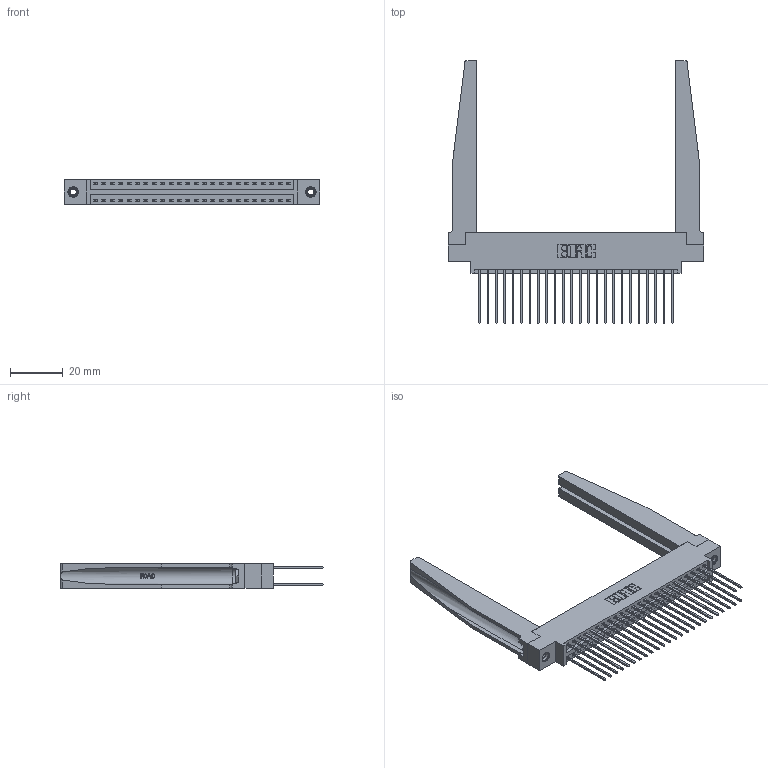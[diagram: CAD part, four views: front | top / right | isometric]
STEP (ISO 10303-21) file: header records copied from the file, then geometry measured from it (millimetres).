
FILE_DESCRIPTION (( 'STEP AP203' ), '1' );
FILE_NAME ('396-048-541-878.STEP', '2019-11-02T07:04:46', ( '' ), ( '' ), 'SwSTEP 2.0', 'SolidWorks 2016', '' );
FILE_SCHEMA (( 'CONFIG_CONTROL_DESIGN' ));
Length unit declared in the file: inch
Products named in the file (5): 346 Part_0.170 Offset - 0.156 Dia-TH; 345-292-001_345-293-141; 346-220-078_345-220-078; 345-250-001_345-250-001-102; 396-048-541-878
Assembly tree (53 placements, depth 2):
  396-048-541-878
    346 Part_0.170 Offset - 0.156 Dia-TH
    345-292-001_345-293-141  x48
    346-220-078_345-220-078  x2
    345-250-001_345-250-001-102  x2
Bounding box: 96.77 x 99.57 x 9.4 mm (x, y, z)
Volume: 16326.5 mm3; surface area: 20700.1 mm2
Topology: 53 solids, 53 shells, 2856 faces, 8389 edges, 5518 vertices
Faces by surface type: plane 1902, cylinder 902, bspline 36, cone 12, torus 4
Entity records: 22984 total; most frequent: CARTESIAN_POINT 4751, ORIENTED_EDGE 3574, DIRECTION 3225, EDGE_CURVE 1787, VECTOR 1465, LINE 1465, VERTEX_POINT 1184, AXIS2_PLACEMENT_3D 880
